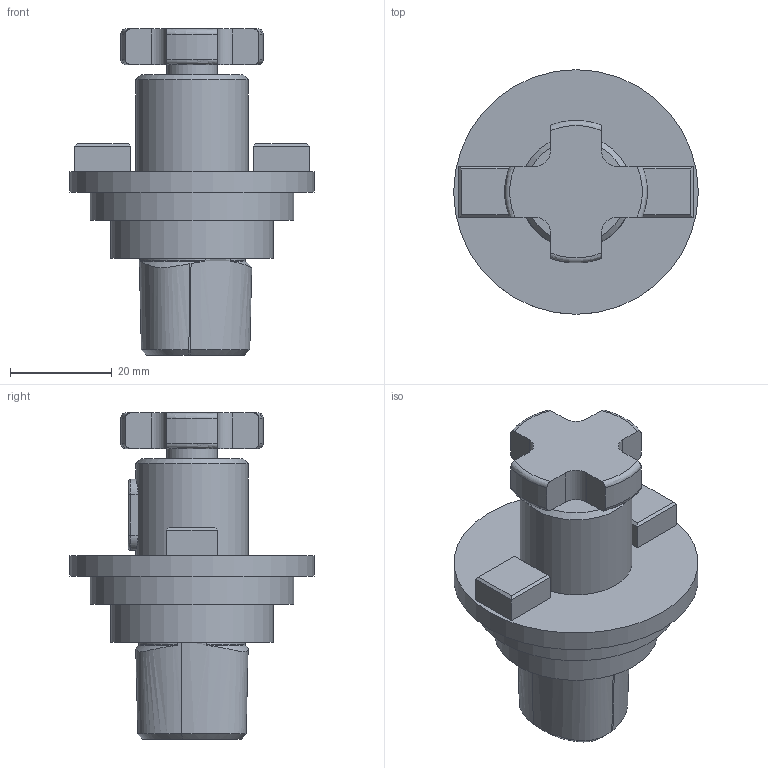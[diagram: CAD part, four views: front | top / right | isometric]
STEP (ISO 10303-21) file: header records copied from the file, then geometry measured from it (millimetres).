
FILE_DESCRIPTION(/* description */ (''),/* implementation_level */ '2;1');
FILE_NAME(/* name */ 'W9990596_A__specification_W9990596_Aussen_.stp',/* time_stamp */ '2013-08-27T10:17:30+02:00',/* author */ (''),/* organization */ (''),/* preprocessor_version */ 'ST-DEVELOPER v11',/* originating_system */ 'SIEMENS PLM Software NX 7.5',/* authorisation */ '');
FILE_SCHEMA (('AUTOMOTIVE_DESIGN { 1 0 10303 214 1 1 1 1 }'));
Length unit declared in the file: millimetre
Products named in the file (1): webeD5086j68
Bounding box: 48 x 48 x 64 mm (x, y, z)
Volume: 38689.4 mm3; surface area: 10259.7 mm2
Topology: 1 solids, 1 shells, 87 faces, 206 edges, 131 vertices
Faces by surface type: plane 41, cylinder 18, torus 15, bspline 8, cone 5
Full cylindrical faces by diameter (mm): 10 x1, 21 x1, 22 x1, 32 x1, 40 x1, 48 x1
Entity records: 3330 total; most frequent: CARTESIAN_POINT 1421, ORIENTED_EDGE 390, DIRECTION 360, EDGE_CURVE 195, AXIS2_PLACEMENT_3D 137, VERTEX_POINT 130, EDGE_LOOP 107, ADVANCED_FACE 87
